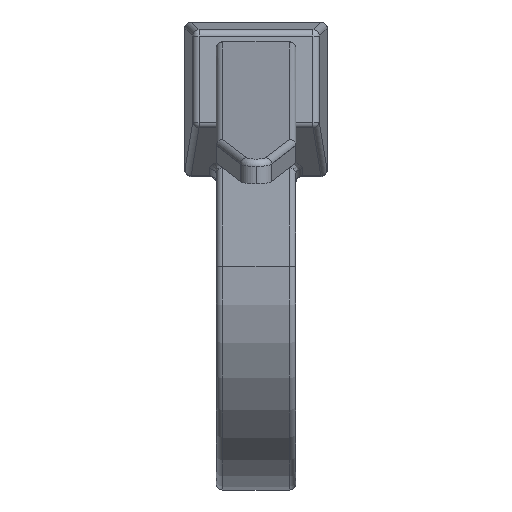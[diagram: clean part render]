
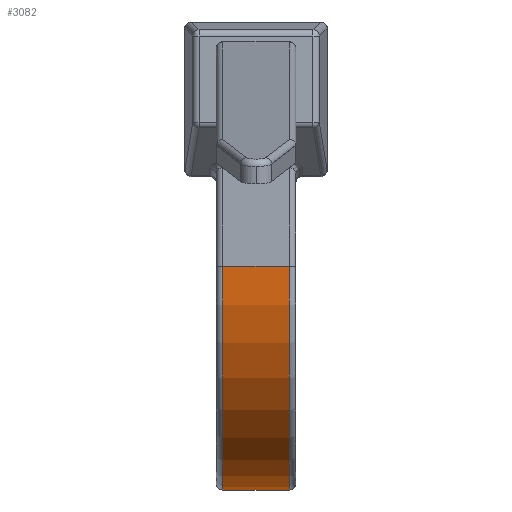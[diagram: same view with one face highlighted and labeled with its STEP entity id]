
A CAD part, top view. The second image highlights one B-rep face of the part: STEP entity #3082.
In plain terms, the highlighted cylindrical face has radius 7 mm (diameter 14 mm), a partial arc.
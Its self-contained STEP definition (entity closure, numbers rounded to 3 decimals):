
#22 = VERTEX_POINT ( 'NONE', #6930 ) ;
#765 = DIRECTION ( 'NONE',  ( 1., 0., 0. ) ) ;
#792 = VERTEX_POINT ( 'NONE', #9445 ) ;
#875 = CARTESIAN_POINT ( 'NONE',  ( 1.05, -5.18, 1. ) ) ;
#969 = DIRECTION ( 'NONE',  ( 0., 0., -1. ) ) ;
#1261 = LINE ( 'NONE', #1900, #7147 ) ;
#1513 = VERTEX_POINT ( 'NONE', #875 ) ;
#1610 = ORIENTED_EDGE ( 'NONE', *, *, #5420, .T. ) ;
#1900 = CARTESIAN_POINT ( 'NONE',  ( 1.25, -5.18, 1. ) ) ;
#1993 = DIRECTION ( 'NONE',  ( -1., 0., 0. ) ) ;
#1996 = CARTESIAN_POINT ( 'NONE',  ( 1.25, 1.82, -6. ) ) ;
#2085 = EDGE_CURVE ( 'NONE', #9283, #1513, #3832, .T. ) ;
#2152 = LINE ( 'NONE', #1996, #8293 ) ;
#2158 = ORIENTED_EDGE ( 'NONE', *, *, #9646, .F. ) ;
#2176 = CARTESIAN_POINT ( 'NONE',  ( -1.05, -5.18, -6. ) ) ;
#2514 = AXIS2_PLACEMENT_3D ( 'NONE', #2176, #3806, #969 ) ;
#2798 = DIRECTION ( 'NONE',  ( -1., 0., 0. ) ) ;
#2976 = CIRCLE ( 'NONE', #2514, 7. ) ;
#3082 = ADVANCED_FACE ( 'NONE', ( #5631 ), #7535, .T. ) ;
#3146 = ORIENTED_EDGE ( 'NONE', *, *, #5613, .T. ) ;
#3157 = ORIENTED_EDGE ( 'NONE', *, *, #9326, .T. ) ;
#3267 = AXIS2_PLACEMENT_3D ( 'NONE', #4599, #4590, #4550 ) ;
#3397 = CARTESIAN_POINT ( 'NONE',  ( 1.25, -5.18, -6. ) ) ;
#3471 = DIRECTION ( 'NONE',  ( 0., 0., 1. ) ) ;
#3474 = DIRECTION ( 'NONE',  ( -1., 0., 0. ) ) ;
#3634 = AXIS2_PLACEMENT_3D ( 'NONE', #5531, #765, #6345 ) ;
#3806 = DIRECTION ( 'NONE',  ( 1., 0., 0. ) ) ;
#3832 = CIRCLE ( 'NONE', #6143, 7. ) ;
#4102 = EDGE_CURVE ( 'NONE', #1513, #792, #1261, .T. ) ;
#4106 = ORIENTED_EDGE ( 'NONE', *, *, #4102, .T. ) ;
#4318 = DIRECTION ( 'NONE',  ( -1., 0., 0. ) ) ;
#4550 = DIRECTION ( 'NONE',  ( 0., 0., -1. ) ) ;
#4590 = DIRECTION ( 'NONE',  ( -1., 0., 0. ) ) ;
#4599 = CARTESIAN_POINT ( 'NONE',  ( 1.05, -5.18, -6. ) ) ;
#5023 = VERTEX_POINT ( 'NONE', #8250 ) ;
#5420 = EDGE_CURVE ( 'NONE', #22, #9283, #8992, .T. ) ;
#5531 = CARTESIAN_POINT ( 'NONE',  ( -1.05, -5.18, -6. ) ) ;
#5613 = EDGE_CURVE ( 'NONE', #792, #5023, #2976, .T. ) ;
#5631 = FACE_OUTER_BOUND ( 'NONE', #9162, .T. ) ;
#5926 = CIRCLE ( 'NONE', #3634, 7. ) ;
#6143 = AXIS2_PLACEMENT_3D ( 'NONE', #6608, #1993, #8746 ) ;
#6268 = CARTESIAN_POINT ( 'NONE',  ( 1.05, -5.18, -13. ) ) ;
#6345 = DIRECTION ( 'NONE',  ( 0., 0., -1. ) ) ;
#6608 = CARTESIAN_POINT ( 'NONE',  ( 1.05, -5.18, -6. ) ) ;
#6743 = ORIENTED_EDGE ( 'NONE', *, *, #2085, .T. ) ;
#6930 = CARTESIAN_POINT ( 'NONE',  ( 1.05, 1.82, -6. ) ) ;
#7147 = VECTOR ( 'NONE', #3474, 1000. ) ;
#7535 = CYLINDRICAL_SURFACE ( 'NONE', #9821, 7. ) ;
#7716 = VERTEX_POINT ( 'NONE', #9289 ) ;
#8250 = CARTESIAN_POINT ( 'NONE',  ( -1.05, -5.18, -13. ) ) ;
#8293 = VECTOR ( 'NONE', #2798, 1000. ) ;
#8746 = DIRECTION ( 'NONE',  ( 0., 0., -1. ) ) ;
#8992 = CIRCLE ( 'NONE', #3267, 7. ) ;
#9162 = EDGE_LOOP ( 'NONE', ( #2158, #1610, #6743, #4106, #3146, #3157 ) ) ;
#9283 = VERTEX_POINT ( 'NONE', #6268 ) ;
#9289 = CARTESIAN_POINT ( 'NONE',  ( -1.05, 1.82, -6. ) ) ;
#9326 = EDGE_CURVE ( 'NONE', #5023, #7716, #5926, .T. ) ;
#9445 = CARTESIAN_POINT ( 'NONE',  ( -1.05, -5.18, 1. ) ) ;
#9646 = EDGE_CURVE ( 'NONE', #22, #7716, #2152, .T. ) ;
#9821 = AXIS2_PLACEMENT_3D ( 'NONE', #3397, #4318, #3471 ) ;
